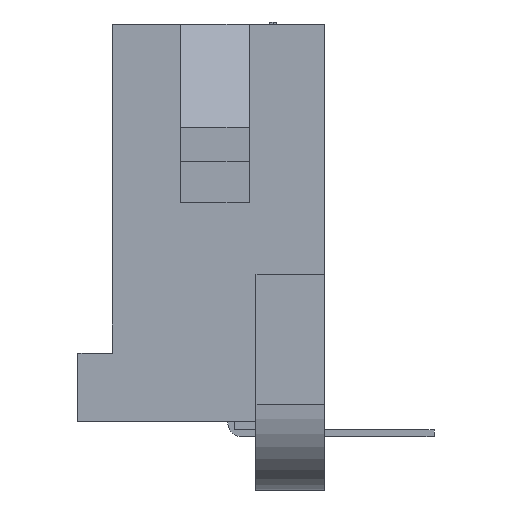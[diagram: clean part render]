
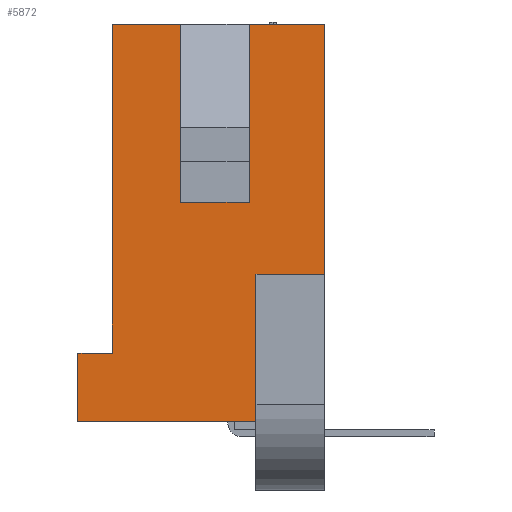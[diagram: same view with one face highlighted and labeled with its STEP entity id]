
A CAD part, left-side view. The second image highlights one B-rep face of the part: STEP entity #5872.
In plain terms, the highlighted planar face has unit normal (-1, 0, 0).
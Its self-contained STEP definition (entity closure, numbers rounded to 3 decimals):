
#92=DIRECTION('',(0.,1.,0.));
#93=VECTOR('',#92,2.54);
#94=CARTESIAN_POINT('',(-13.335,1.27,0.));
#95=LINE('',#94,#93);
#1578=DIRECTION('',(0.,0.,-1.));
#1579=VECTOR('',#1578,9.271);
#1580=CARTESIAN_POINT('',(-13.335,-4.064,0.));
#1581=LINE('',#1580,#1579);
#1814=DIRECTION('',(0.,1.,0.));
#1815=VECTOR('',#1814,1.27);
#1816=CARTESIAN_POINT('',(-13.335,3.81,-12.192));
#1817=LINE('',#1816,#1815);
#1870=DIRECTION('',(0.,1.,0.));
#1871=VECTOR('',#1870,6.604);
#1872=CARTESIAN_POINT('',(-13.335,-1.524,-14.732));
#1873=LINE('',#1872,#1871);
#1874=DIRECTION('',(0.,0.,-1.));
#1875=VECTOR('',#1874,2.54);
#1876=CARTESIAN_POINT('',(-13.335,5.08,-12.192));
#1877=LINE('',#1876,#1875);
#1878=DIRECTION('',(0.,0.,1.));
#1879=VECTOR('',#1878,12.192);
#1880=CARTESIAN_POINT('',(-13.335,3.81,-12.192));
#1881=LINE('',#1880,#1879);
#1882=DIRECTION('',(0.,-1.,0.));
#1883=VECTOR('',#1882,2.54);
#1884=CARTESIAN_POINT('',(-13.335,1.27,-6.604));
#1885=LINE('',#1884,#1883);
#1886=DIRECTION('',(0.,0.,1.));
#1887=VECTOR('',#1886,6.604);
#1888=CARTESIAN_POINT('',(-13.335,-1.27,-6.604));
#1889=LINE('',#1888,#1887);
#1890=DIRECTION('',(0.,-1.,0.));
#1891=VECTOR('',#1890,2.794);
#1892=CARTESIAN_POINT('',(-13.335,-1.27,0.));
#1893=LINE('',#1892,#1891);
#1894=DIRECTION('',(0.,1.,0.));
#1895=VECTOR('',#1894,2.54);
#1896=CARTESIAN_POINT('',(-13.335,-4.064,-9.271));
#1897=LINE('',#1896,#1895);
#1898=DIRECTION('',(0.,0.,1.));
#1899=VECTOR('',#1898,5.461);
#1900=CARTESIAN_POINT('',(-13.335,-1.524,-14.732));
#1901=LINE('',#1900,#1899);
#1914=DIRECTION('',(0.,0.,1.));
#1915=VECTOR('',#1914,6.604);
#1916=CARTESIAN_POINT('',(-13.335,1.27,-6.604));
#1917=LINE('',#1916,#1915);
#2698=CARTESIAN_POINT('',(-13.335,1.27,0.));
#2699=CARTESIAN_POINT('',(-13.335,3.81,0.));
#2700=VERTEX_POINT('',#2698);
#2701=VERTEX_POINT('',#2699);
#2720=CARTESIAN_POINT('',(-13.335,1.27,-6.604));
#2721=VERTEX_POINT('',#2720);
#2732=CARTESIAN_POINT('',(-13.335,-1.27,-6.604));
#2733=VERTEX_POINT('',#2732);
#2754=CARTESIAN_POINT('',(-13.335,-1.27,0.));
#2755=VERTEX_POINT('',#2754);
#2817=CARTESIAN_POINT('',(-13.335,-4.064,-9.271));
#2819=VERTEX_POINT('',#2817);
#2842=CARTESIAN_POINT('',(-13.335,-1.524,-9.271));
#2843=VERTEX_POINT('',#2842);
#2870=CARTESIAN_POINT('',(-13.335,5.08,-14.732));
#2872=VERTEX_POINT('',#2870);
#2874=CARTESIAN_POINT('',(-13.335,5.08,-12.192));
#2876=VERTEX_POINT('',#2874);
#2892=CARTESIAN_POINT('',(-13.335,3.81,-12.192));
#2893=VERTEX_POINT('',#2892);
#2964=CARTESIAN_POINT('',(-13.335,-1.524,-14.732));
#2966=VERTEX_POINT('',#2964);
#3444=CARTESIAN_POINT('',(-13.335,-4.064,0.));
#3445=VERTEX_POINT('',#3444);
#5849=CARTESIAN_POINT('',(-13.335,3.81,0.));
#5850=DIRECTION('',(-1.,0.,0.));
#5851=DIRECTION('',(0.,-1.,0.));
#5852=AXIS2_PLACEMENT_3D('',#5849,#5850,#5851);
#5853=PLANE('',#5852);
#5854=ORIENTED_EDGE('',*,*,#4136,.T.);
#5855=ORIENTED_EDGE('',*,*,#5844,.F.);
#5856=ORIENTED_EDGE('',*,*,#5746,.F.);
#5857=ORIENTED_EDGE('',*,*,#5691,.T.);
#5858=ORIENTED_EDGE('',*,*,#3545,.F.);
#5860=ORIENTED_EDGE('',*,*,#5859,.F.);
#5862=ORIENTED_EDGE('',*,*,#5861,.T.);
#5864=ORIENTED_EDGE('',*,*,#5863,.T.);
#5865=ORIENTED_EDGE('',*,*,#3537,.T.);
#5866=ORIENTED_EDGE('',*,*,#5464,.T.);
#5868=ORIENTED_EDGE('',*,*,#5867,.T.);
#5869=ORIENTED_EDGE('',*,*,#5548,.F.);
#5870=EDGE_LOOP('',(#5854,#5855,#5856,#5857,#5858,#5860,#5862,#5864,#5865,#5866,
#5868,#5869));
#5871=FACE_OUTER_BOUND('',#5870,.F.);
#5872=ADVANCED_FACE('',(#5871),#5853,.T.);
#3537=EDGE_CURVE('',#2755,#3445,#1893,.T.);
#3545=EDGE_CURVE('',#2700,#2701,#95,.T.);
#4136=EDGE_CURVE('',#2966,#2872,#1873,.T.);
#5464=EDGE_CURVE('',#3445,#2819,#1581,.T.);
#5548=EDGE_CURVE('',#2966,#2843,#1901,.T.);
#5691=EDGE_CURVE('',#2893,#2701,#1881,.T.);
#5746=EDGE_CURVE('',#2893,#2876,#1817,.T.);
#5844=EDGE_CURVE('',#2876,#2872,#1877,.T.);
#5859=EDGE_CURVE('',#2721,#2700,#1917,.T.);
#5861=EDGE_CURVE('',#2721,#2733,#1885,.T.);
#5863=EDGE_CURVE('',#2733,#2755,#1889,.T.);
#5867=EDGE_CURVE('',#2819,#2843,#1897,.T.);
